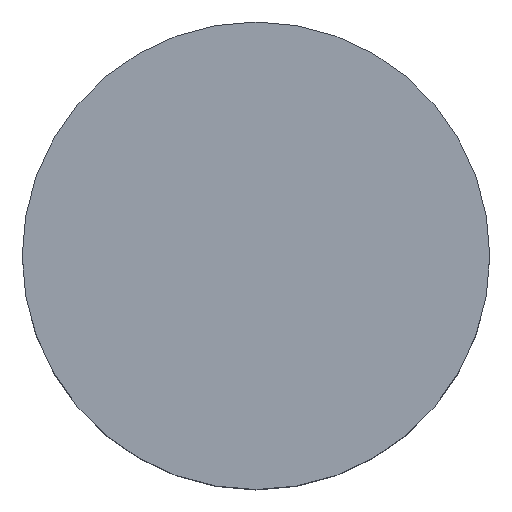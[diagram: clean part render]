
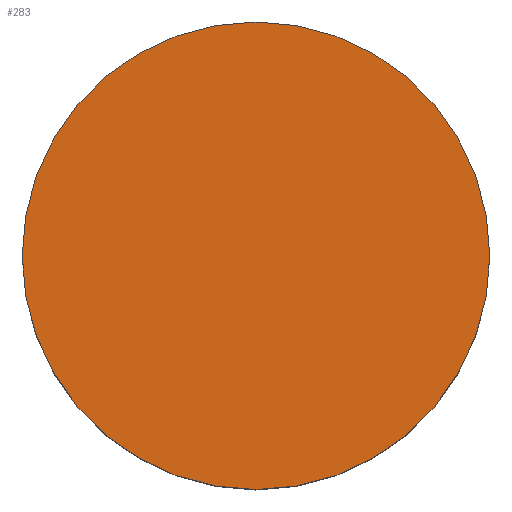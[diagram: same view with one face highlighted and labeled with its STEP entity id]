
A CAD part, top view. The second image highlights one B-rep face of the part: STEP entity #283.
In plain terms, the highlighted planar face has unit normal (0, 0, 1).
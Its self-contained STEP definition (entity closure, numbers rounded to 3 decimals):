
#5 = DIRECTION ( 'NONE',  ( 0., 0., 1. ) ) ;
#38 = CIRCLE ( 'NONE', #234, 3. ) ;
#52 = CARTESIAN_POINT ( 'NONE',  ( -3., 0., 0. ) ) ;
#65 = EDGE_LOOP ( 'NONE', ( #341, #300 ) ) ;
#93 = DIRECTION ( 'NONE',  ( 0., 0., 1. ) ) ;
#118 = VERTEX_POINT ( 'NONE', #52 ) ;
#121 = AXIS2_PLACEMENT_3D ( 'NONE', #140, #249, #145 ) ;
#140 = CARTESIAN_POINT ( 'NONE',  ( 0., 0., 0. ) ) ;
#145 = DIRECTION ( 'NONE',  ( 1., 0., 0. ) ) ;
#167 = FACE_OUTER_BOUND ( 'NONE', #65, .T. ) ;
#193 = CIRCLE ( 'NONE', #227, 3. ) ;
#195 = DIRECTION ( 'NONE',  ( 1., 0., 0. ) ) ;
#226 = CARTESIAN_POINT ( 'NONE',  ( 0., 0., 0. ) ) ;
#227 = AXIS2_PLACEMENT_3D ( 'NONE', #333, #5, #303 ) ;
#234 = AXIS2_PLACEMENT_3D ( 'NONE', #226, #93, #195 ) ;
#249 = DIRECTION ( 'NONE',  ( 0., 0., 1. ) ) ;
#251 = PLANE ( 'NONE',  #121 ) ;
#283 = ADVANCED_FACE ( 'NONE', ( #167 ), #251, .T. ) ;
#300 = ORIENTED_EDGE ( 'NONE', *, *, #304, .T. ) ;
#303 = DIRECTION ( 'NONE',  ( 1., 0., 0. ) ) ;
#304 = EDGE_CURVE ( 'NONE', #118, #327, #193, .T. ) ;
#308 = CARTESIAN_POINT ( 'NONE',  ( 3., 0., 0. ) ) ;
#314 = EDGE_CURVE ( 'NONE', #327, #118, #38, .T. ) ;
#327 = VERTEX_POINT ( 'NONE', #308 ) ;
#333 = CARTESIAN_POINT ( 'NONE',  ( 0., 0., 0. ) ) ;
#341 = ORIENTED_EDGE ( 'NONE', *, *, #314, .T. ) ;
